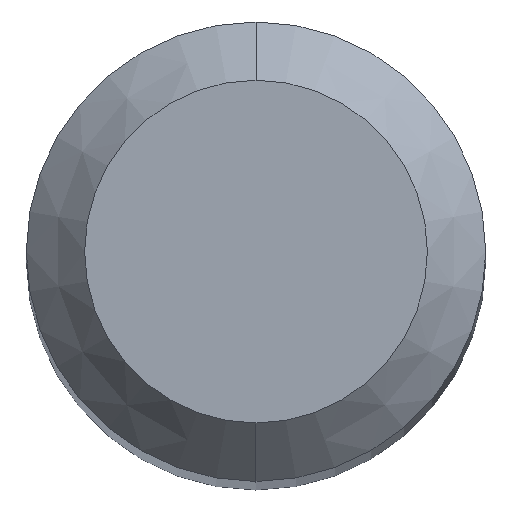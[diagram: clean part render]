
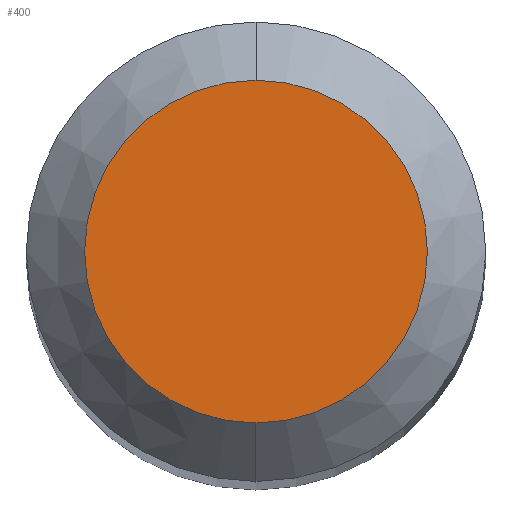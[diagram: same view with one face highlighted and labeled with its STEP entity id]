
A CAD part, top view. The second image highlights one B-rep face of the part: STEP entity #400.
In plain terms, the highlighted planar face has unit normal (0, 0, 1).
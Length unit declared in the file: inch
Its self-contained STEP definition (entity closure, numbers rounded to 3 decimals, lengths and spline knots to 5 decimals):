
#10 = DIRECTION ( 'NONE',  ( 0., 1., 0. ) ) ;
#30 = EDGE_CURVE ( 'NONE', #311, #126, #73, .T. ) ;
#52 = DIRECTION ( 'NONE',  ( 0., 0., 1. ) ) ;
#73 = CIRCLE ( 'NONE', #150, 0.04405 ) ;
#125 = CARTESIAN_POINT ( 'NONE',  ( 0., 0., 0. ) ) ;
#126 = VERTEX_POINT ( 'NONE', #190 ) ;
#150 = AXIS2_PLACEMENT_3D ( 'NONE', #125, #52, #195 ) ;
#181 = AXIS2_PLACEMENT_3D ( 'NONE', #356, #446, #10 ) ;
#187 = AXIS2_PLACEMENT_3D ( 'NONE', #226, #305, #469 ) ;
#190 = CARTESIAN_POINT ( 'NONE',  ( 0., -0.04405, 0. ) ) ;
#195 = DIRECTION ( 'NONE',  ( 0., -1., 0. ) ) ;
#196 = ORIENTED_EDGE ( 'NONE', *, *, #326, .T. ) ;
#226 = CARTESIAN_POINT ( 'NONE',  ( 0., 0., 0. ) ) ;
#235 = CARTESIAN_POINT ( 'NONE',  ( 0., 0.04405, 0. ) ) ;
#237 = FACE_OUTER_BOUND ( 'NONE', #382, .T. ) ;
#305 = DIRECTION ( 'NONE',  ( 0., 0., 1. ) ) ;
#311 = VERTEX_POINT ( 'NONE', #235 ) ;
#326 = EDGE_CURVE ( 'NONE', #126, #311, #492, .T. ) ;
#351 = ORIENTED_EDGE ( 'NONE', *, *, #30, .T. ) ;
#356 = CARTESIAN_POINT ( 'NONE',  ( 0., 0.04405, 0. ) ) ;
#382 = EDGE_LOOP ( 'NONE', ( #351, #196 ) ) ;
#400 = ADVANCED_FACE ( 'NONE', ( #237 ), #411, .F. ) ;
#411 = PLANE ( 'NONE',  #181 ) ;
#446 = DIRECTION ( 'NONE',  ( 0., 0., -1. ) ) ;
#469 = DIRECTION ( 'NONE',  ( 0., -1., 0. ) ) ;
#492 = CIRCLE ( 'NONE', #187, 0.04405 ) ;
